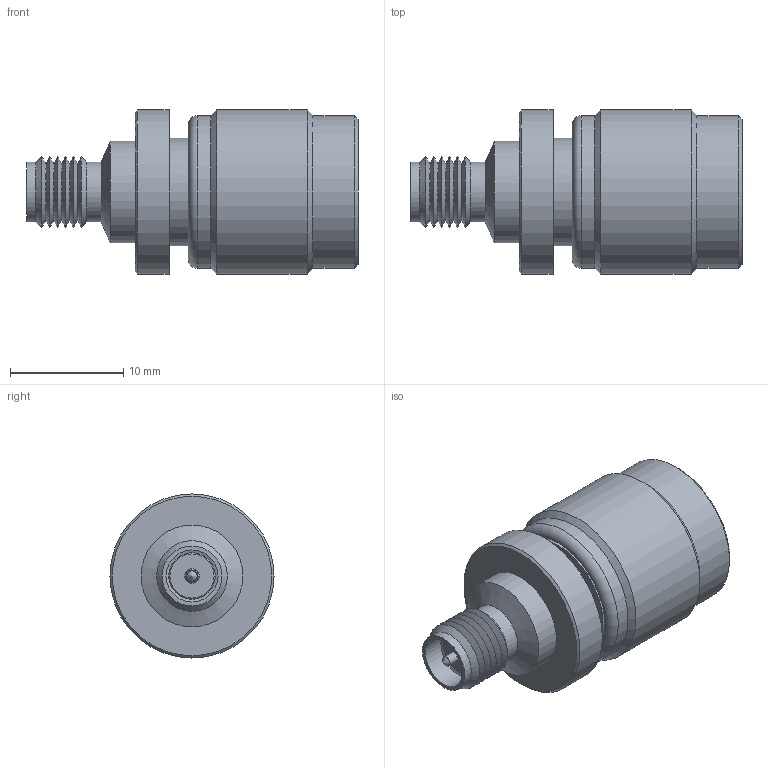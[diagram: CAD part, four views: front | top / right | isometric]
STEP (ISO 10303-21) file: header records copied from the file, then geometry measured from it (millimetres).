
FILE_DESCRIPTION (( 'STEP AP214' ), '1' );
FILE_NAME ('AXA-RTPRSJ.STEP', '2018-01-05T21:28:36', ( '' ), ( '' ), 'SwSTEP 2.0', 'SolidWorks 2014', '' );
FILE_SCHEMA (( 'AUTOMOTIVE_DESIGN' ));
Length unit declared in the file: millimetre
Products named in the file (1): AXA-RTPRSJ
Bounding box: 29.35 x 14.5 x 14.5 mm (x, y, z)
Volume: 2518 mm3; surface area: 3163.1 mm2
Topology: 1 solids, 1 shells, 116 faces, 227 edges, 130 vertices
Faces by surface type: cone 52, plane 35, cylinder 27, torus 2
Full cylindrical faces by diameter (mm): 0.9 x1, 1.27 x1, 1.3 x1, 1.4 x1, 1.8 x1, 2.08 x1, 2.1 x1, 4.6 x1, 4.7 x1, 5.3 x2, 7 x1, 7.9 x1, 8.15 x1, 8.2 x1, 8.9 x1, 9 x1, 9.5 x1, 10.6 x1, 11 x2, 11.2 x1, 11.5 x1, 13.5 x2, 14.5 x2
Entity records: 2658 total; most frequent: CARTESIAN_POINT 517, DIRECTION 478, ORIENTED_EDGE 308, AXIS2_PLACEMENT_3D 231, EDGE_LOOP 202, EDGE_CURVE 154, FACE_OUTER_BOUND 145, VERTEX_POINT 126
